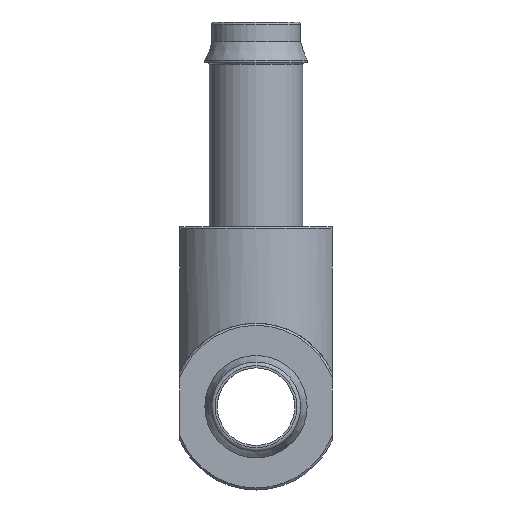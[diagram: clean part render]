
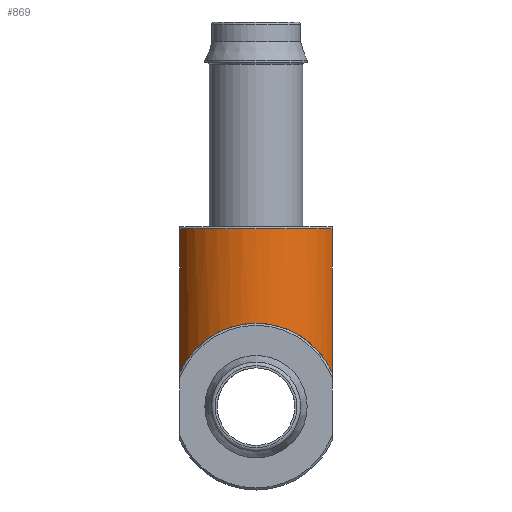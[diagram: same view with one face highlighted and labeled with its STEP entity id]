
A CAD part, left-side view. The second image highlights one B-rep face of the part: STEP entity #869.
In plain terms, the highlighted cylindrical face has radius 5.7 mm (diameter 11.4 mm), a partial arc.
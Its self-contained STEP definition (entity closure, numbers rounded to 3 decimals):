
#68=LINE('',#1275,#84);
#69=LINE('',#1277,#85);
#84=VECTOR('',#1057,1000.);
#85=VECTOR('',#1058,1000.);
#92=ELLIPSE('',#913,8.061,5.7);
#136=ORIENTED_EDGE('',*,*,#270,.F.);
#137=ORIENTED_EDGE('',*,*,#243,.T.);
#138=ORIENTED_EDGE('',*,*,#271,.F.);
#139=ORIENTED_EDGE('',*,*,#272,.F.);
#243=EDGE_CURVE('',#312,#314,#92,.T.);
#270=EDGE_CURVE('',#312,#333,#68,.T.);
#271=EDGE_CURVE('',#334,#314,#69,.F.);
#272=EDGE_CURVE('',#333,#334,#376,.T.);
#312=VERTEX_POINT('',#1192);
#314=VERTEX_POINT('',#1196);
#333=VERTEX_POINT('',#1276);
#334=VERTEX_POINT('',#1278);
#376=CIRCLE('',#933,5.7);
#417=EDGE_LOOP('',(#136,#137,#138,#139));
#489=FACE_BOUND('',#417,.T.);
#551=CYLINDRICAL_SURFACE('',#932,5.7);
#869=ADVANCED_FACE('',(#489),#551,.T.);
#913=AXIS2_PLACEMENT_3D('',#1197,#1009,#1010);
#932=AXIS2_PLACEMENT_3D('',#1274,#1055,#1056);
#933=AXIS2_PLACEMENT_3D('',#1279,#1059,#1060);
#1009=DIRECTION('',(0.707,0.,0.707));
#1010=DIRECTION('',(0.707,0.,-0.707));
#1055=DIRECTION('',(0.,0.,1.));
#1056=DIRECTION('',(1.,0.,0.));
#1057=DIRECTION('',(0.,0.,1.));
#1058=DIRECTION('',(0.,0.,1.));
#1059=DIRECTION('',(0.,0.,1.));
#1060=DIRECTION('',(1.,0.,0.));
#1192=CARTESIAN_POINT('',(-2.335,5.2,2.335));
#1196=CARTESIAN_POINT('',(-2.335,-5.2,2.335));
#1197=CARTESIAN_POINT('',(0.,0.,0.));
#1274=CARTESIAN_POINT('',(0.,0.,12.3));
#1275=CARTESIAN_POINT('',(-2.335,5.2,12.3));
#1276=CARTESIAN_POINT('',(-2.335,5.2,12.159));
#1277=CARTESIAN_POINT('',(-2.335,-5.2,12.3));
#1278=CARTESIAN_POINT('',(-2.335,-5.2,12.159));
#1279=CARTESIAN_POINT('',(0.,0.,12.159));
